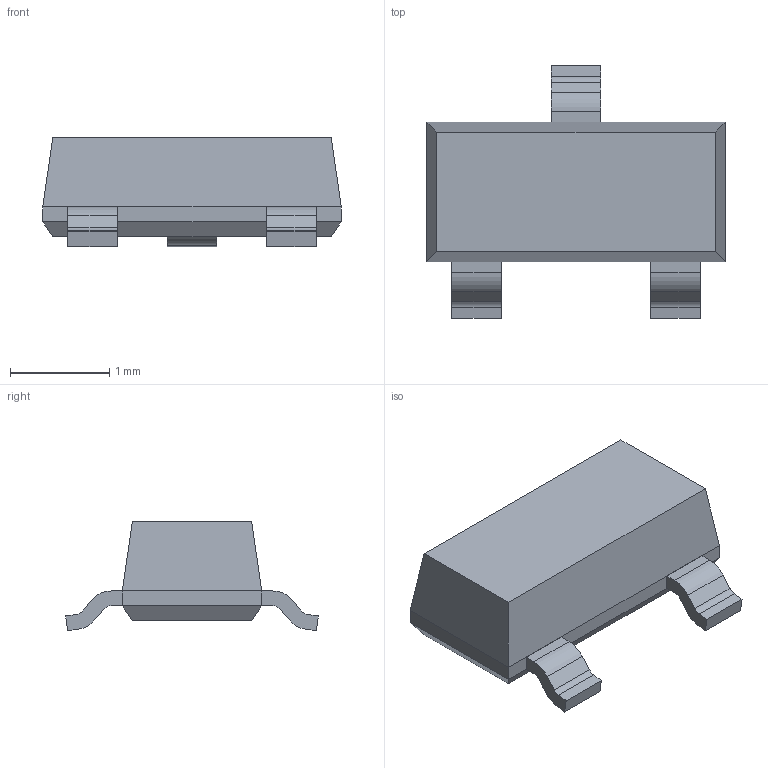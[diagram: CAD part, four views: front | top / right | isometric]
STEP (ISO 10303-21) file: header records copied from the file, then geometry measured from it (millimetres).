
FILE_DESCRIPTION (( 'STEP AP214' ), '1' );
FILE_NAME ('User Library-SOT-23-3-1.STEP', '2015-06-06T10:59:58', ( 'Windows User' ), ( '' ), 'SwSTEP 2.0', 'SolidWorks 2015', '' );
FILE_SCHEMA (( 'AUTOMOTIVE_DESIGN' ));
Length unit declared in the file: millimetre
Products named in the file (3): User Library-SOT-23-3-1_SOT-23-3 Foot; User Library-SOT-23-3-1_SOT-23-3 Body; User Library-SOT-23-3-1
Assembly tree (4 placements, depth 2):
  User Library-SOT-23-3-1
    User Library-SOT-23-3-1_SOT-23-3 Body
    User Library-SOT-23-3-1_SOT-23-3 Foot  x3
Bounding box: 3 x 2.54 x 1.1 mm (x, y, z)
Volume: 4 mm3; surface area: 18.5 mm2
Topology: 4 solids, 4 shells, 56 faces, 136 edges, 88 vertices
Faces by surface type: plane 44, cylinder 12
Entity records: 1206 total; most frequent: DIRECTION 142, CARTESIAN_POINT 139, ORIENTED_EDGE 128, EDGE_CURVE 64, LINE 56, VECTOR 56, AXIS2_PLACEMENT_3D 43, VERTEX_POINT 40
